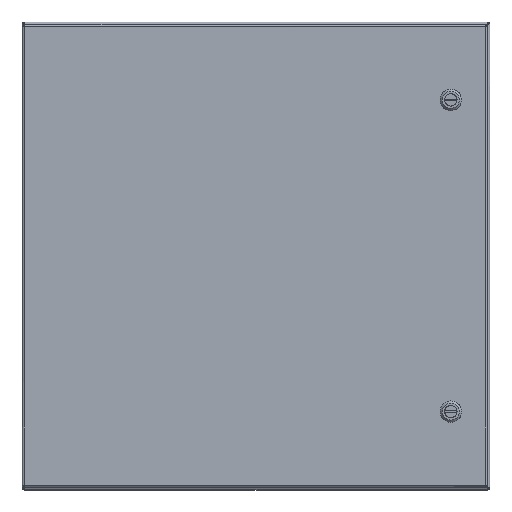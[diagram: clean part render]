
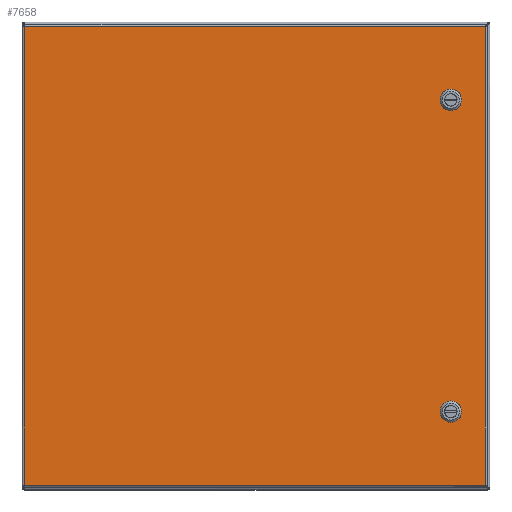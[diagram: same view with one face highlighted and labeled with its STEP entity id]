
A CAD part, top view. The second image highlights one B-rep face of the part: STEP entity #7658.
In plain terms, the highlighted face is planar.
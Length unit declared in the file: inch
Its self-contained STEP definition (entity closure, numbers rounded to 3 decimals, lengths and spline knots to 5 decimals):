
#5715=CARTESIAN_POINT('',(2.08762,4.275,0.0));
#5716=VERTEX_POINT('',#5715);
#5723=CARTESIAN_POINT('',(2.275,4.08762,0.0));
#5724=VERTEX_POINT('',#5723);
#5725=CARTESIAN_POINT('',(1.875,3.875,0.0));
#5726=DIRECTION('',(0.0,0.0,1.0));
#5727=DIRECTION('',(-0.469,-0.883,0.0));
#5728=AXIS2_PLACEMENT_3D('',#5725,#5726,#5727);
#5729=CIRCLE('',#5728,0.453);
#5730=EDGE_CURVE('',#5724,#5716,#5729,.T.);
#5755=CARTESIAN_POINT('',(2.275,3.66238,0.0));
#5756=VERTEX_POINT('',#5755);
#5757=CARTESIAN_POINT('',(2.275,3.66238,0.0));
#5758=DIRECTION('',(0.0,1.0,0.0));
#5759=VECTOR('',#5758,0.42525);
#5760=LINE('',#5757,#5759);
#5761=EDGE_CURVE('',#5756,#5724,#5760,.T.);
#5787=CARTESIAN_POINT('',(2.08762,3.475,0.0));
#5788=VERTEX_POINT('',#5787);
#5789=CARTESIAN_POINT('',(1.875,3.875,0.0));
#5790=DIRECTION('',(0.0,0.0,1.0));
#5791=DIRECTION('',(-0.883,0.469,0.0));
#5792=AXIS2_PLACEMENT_3D('',#5789,#5790,#5791);
#5793=CIRCLE('',#5792,0.453);
#5794=EDGE_CURVE('',#5788,#5756,#5793,.T.);
#5819=CARTESIAN_POINT('',(1.66238,3.475,0.0));
#5820=VERTEX_POINT('',#5819);
#5821=CARTESIAN_POINT('',(1.66238,3.475,0.0));
#5822=DIRECTION('',(1.0,0.0,0.0));
#5823=VECTOR('',#5822,0.42525);
#5824=LINE('',#5821,#5823);
#5825=EDGE_CURVE('',#5820,#5788,#5824,.T.);
#5851=CARTESIAN_POINT('',(1.475,3.66238,0.0));
#5852=VERTEX_POINT('',#5851);
#5853=CARTESIAN_POINT('',(1.875,3.875,0.0));
#5854=DIRECTION('',(0.0,0.0,1.0));
#5855=DIRECTION('',(0.469,0.883,0.0));
#5856=AXIS2_PLACEMENT_3D('',#5853,#5854,#5855);
#5857=CIRCLE('',#5856,0.453);
#5858=EDGE_CURVE('',#5852,#5820,#5857,.T.);
#5883=CARTESIAN_POINT('',(1.475,4.08762,0.0));
#5884=VERTEX_POINT('',#5883);
#5885=CARTESIAN_POINT('',(1.475,4.08762,0.0));
#5886=DIRECTION('',(0.0,-1.0,0.0));
#5887=VECTOR('',#5886,0.42525);
#5888=LINE('',#5885,#5887);
#5889=EDGE_CURVE('',#5884,#5852,#5888,.T.);
#5915=CARTESIAN_POINT('',(1.66238,4.275,0.0));
#5916=VERTEX_POINT('',#5915);
#5917=CARTESIAN_POINT('',(1.875,3.875,0.0));
#5918=DIRECTION('',(0.0,0.0,1.0));
#5919=DIRECTION('',(0.883,-0.469,0.0));
#5920=AXIS2_PLACEMENT_3D('',#5917,#5918,#5919);
#5921=CIRCLE('',#5920,0.453);
#5922=EDGE_CURVE('',#5916,#5884,#5921,.T.);
#5945=CARTESIAN_POINT('',(2.08762,4.275,0.0));
#5946=DIRECTION('',(-1.0,0.0,0.0));
#5947=VECTOR('',#5946,0.42525);
#5948=LINE('',#5945,#5947);
#5949=EDGE_CURVE('',#5716,#5916,#5948,.T.);
#5971=CARTESIAN_POINT('',(2.08762,20.275,0.0));
#5972=VERTEX_POINT('',#5971);
#5979=CARTESIAN_POINT('',(2.275,20.08762,0.0));
#5980=VERTEX_POINT('',#5979);
#5981=CARTESIAN_POINT('',(1.875,19.875,0.0));
#5982=DIRECTION('',(0.0,0.0,1.0));
#5983=DIRECTION('',(-0.469,-0.883,0.0));
#5984=AXIS2_PLACEMENT_3D('',#5981,#5982,#5983);
#5985=CIRCLE('',#5984,0.453);
#5986=EDGE_CURVE('',#5980,#5972,#5985,.T.);
#6011=CARTESIAN_POINT('',(2.275,19.66238,0.0));
#6012=VERTEX_POINT('',#6011);
#6013=CARTESIAN_POINT('',(2.275,19.66238,0.0));
#6014=DIRECTION('',(0.0,1.0,0.0));
#6015=VECTOR('',#6014,0.42525);
#6016=LINE('',#6013,#6015);
#6017=EDGE_CURVE('',#6012,#5980,#6016,.T.);
#6043=CARTESIAN_POINT('',(2.08762,19.475,0.0));
#6044=VERTEX_POINT('',#6043);
#6045=CARTESIAN_POINT('',(1.875,19.875,0.0));
#6046=DIRECTION('',(0.0,0.0,1.0));
#6047=DIRECTION('',(-0.883,0.469,0.0));
#6048=AXIS2_PLACEMENT_3D('',#6045,#6046,#6047);
#6049=CIRCLE('',#6048,0.453);
#6050=EDGE_CURVE('',#6044,#6012,#6049,.T.);
#6075=CARTESIAN_POINT('',(1.66238,19.475,0.0));
#6076=VERTEX_POINT('',#6075);
#6077=CARTESIAN_POINT('',(1.66238,19.475,0.0));
#6078=DIRECTION('',(1.0,0.0,0.0));
#6079=VECTOR('',#6078,0.42525);
#6080=LINE('',#6077,#6079);
#6081=EDGE_CURVE('',#6076,#6044,#6080,.T.);
#6107=CARTESIAN_POINT('',(1.475,19.66238,0.0));
#6108=VERTEX_POINT('',#6107);
#6109=CARTESIAN_POINT('',(1.875,19.875,0.0));
#6110=DIRECTION('',(0.0,0.0,1.0));
#6111=DIRECTION('',(0.469,0.883,0.0));
#6112=AXIS2_PLACEMENT_3D('',#6109,#6110,#6111);
#6113=CIRCLE('',#6112,0.453);
#6114=EDGE_CURVE('',#6108,#6076,#6113,.T.);
#6139=CARTESIAN_POINT('',(1.475,20.08762,0.0));
#6140=VERTEX_POINT('',#6139);
#6141=CARTESIAN_POINT('',(1.475,20.08762,0.0));
#6142=DIRECTION('',(0.0,-1.0,0.0));
#6143=VECTOR('',#6142,0.42525);
#6144=LINE('',#6141,#6143);
#6145=EDGE_CURVE('',#6140,#6108,#6144,.T.);
#6171=CARTESIAN_POINT('',(1.66238,20.275,0.0));
#6172=VERTEX_POINT('',#6171);
#6173=CARTESIAN_POINT('',(1.875,19.875,0.0));
#6174=DIRECTION('',(0.0,0.0,1.0));
#6175=DIRECTION('',(0.883,-0.469,0.0));
#6176=AXIS2_PLACEMENT_3D('',#6173,#6174,#6175);
#6177=CIRCLE('',#6176,0.453);
#6178=EDGE_CURVE('',#6172,#6140,#6177,.T.);
#6201=CARTESIAN_POINT('',(2.08762,20.275,0.0));
#6202=DIRECTION('',(-1.0,0.0,0.0));
#6203=VECTOR('',#6202,0.42525);
#6204=LINE('',#6201,#6203);
#6205=EDGE_CURVE('',#5972,#6172,#6204,.T.);
#6656=CARTESIAN_POINT('',(23.76975,0.10525,0.));
#6657=VERTEX_POINT('',#6656);
#6668=CARTESIAN_POINT('',(23.76975,23.64475,0.));
#6669=VERTEX_POINT('',#6668);
#6670=CARTESIAN_POINT('',(23.76975,23.64475,0.0));
#6671=DIRECTION('',(0.0,-1.0,0.0));
#6672=VECTOR('',#6671,23.5395);
#6673=LINE('',#6670,#6672);
#6674=EDGE_CURVE('',#6669,#6657,#6673,.T.);
#6826=CARTESIAN_POINT('',(0.10525,0.10525,0.));
#6827=VERTEX_POINT('',#6826);
#6838=CARTESIAN_POINT('',(23.76975,0.10525,0.0));
#6839=DIRECTION('',(-1.0,0.0,0.0));
#6840=VECTOR('',#6839,23.6645);
#6841=LINE('',#6838,#6840);
#6842=EDGE_CURVE('',#6657,#6827,#6841,.T.);
#7103=CARTESIAN_POINT('',(0.10525,23.64475,0.));
#7104=VERTEX_POINT('',#7103);
#7115=CARTESIAN_POINT('',(0.10525,0.10525,0.0));
#7116=DIRECTION('',(0.0,1.0,0.0));
#7117=VECTOR('',#7116,23.5395);
#7118=LINE('',#7115,#7117);
#7119=EDGE_CURVE('',#6827,#7104,#7118,.T.);
#7384=CARTESIAN_POINT('',(0.10525,23.64475,0.0));
#7385=DIRECTION('',(1.0,0.0,0.0));
#7386=VECTOR('',#7385,23.6645);
#7387=LINE('',#7384,#7386);
#7388=EDGE_CURVE('',#7104,#6669,#7387,.T.);
#7627=CARTESIAN_POINT('',(11.9375,11.875,0.0));
#7628=DIRECTION('',(0.0,0.0,1.0));
#7629=DIRECTION('',(1.0,0.0,0.0));
#7630=AXIS2_PLACEMENT_3D('',#7627,#7628,#7629);
#7631=PLANE('',#7630);
#7632=ORIENTED_EDGE('',*,*,#6674,.T.);
#7633=ORIENTED_EDGE('',*,*,#6842,.T.);
#7634=ORIENTED_EDGE('',*,*,#7119,.T.);
#7635=ORIENTED_EDGE('',*,*,#7388,.T.);
#7636=EDGE_LOOP('',(#7632,#7633,#7634,#7635));
#7637=FACE_OUTER_BOUND('',#7636,.T.);
#7638=ORIENTED_EDGE('',*,*,#5730,.T.);
#7639=ORIENTED_EDGE('',*,*,#5949,.T.);
#7640=ORIENTED_EDGE('',*,*,#5922,.T.);
#7641=ORIENTED_EDGE('',*,*,#5889,.T.);
#7642=ORIENTED_EDGE('',*,*,#5858,.T.);
#7643=ORIENTED_EDGE('',*,*,#5825,.T.);
#7644=ORIENTED_EDGE('',*,*,#5794,.T.);
#7645=ORIENTED_EDGE('',*,*,#5761,.T.);
#7646=EDGE_LOOP('',(#7638,#7639,#7640,#7641,#7642,#7643,#7644,#7645));
#7647=FACE_BOUND('',#7646,.T.);
#7648=ORIENTED_EDGE('',*,*,#5986,.T.);
#7649=ORIENTED_EDGE('',*,*,#6205,.T.);
#7650=ORIENTED_EDGE('',*,*,#6178,.T.);
#7651=ORIENTED_EDGE('',*,*,#6145,.T.);
#7652=ORIENTED_EDGE('',*,*,#6114,.T.);
#7653=ORIENTED_EDGE('',*,*,#6081,.T.);
#7654=ORIENTED_EDGE('',*,*,#6050,.T.);
#7655=ORIENTED_EDGE('',*,*,#6017,.T.);
#7656=EDGE_LOOP('',(#7648,#7649,#7650,#7651,#7652,#7653,#7654,#7655));
#7657=FACE_BOUND('',#7656,.T.);
#7658=ADVANCED_FACE('',(#7637,#7647,#7657),#7631,.F.);
